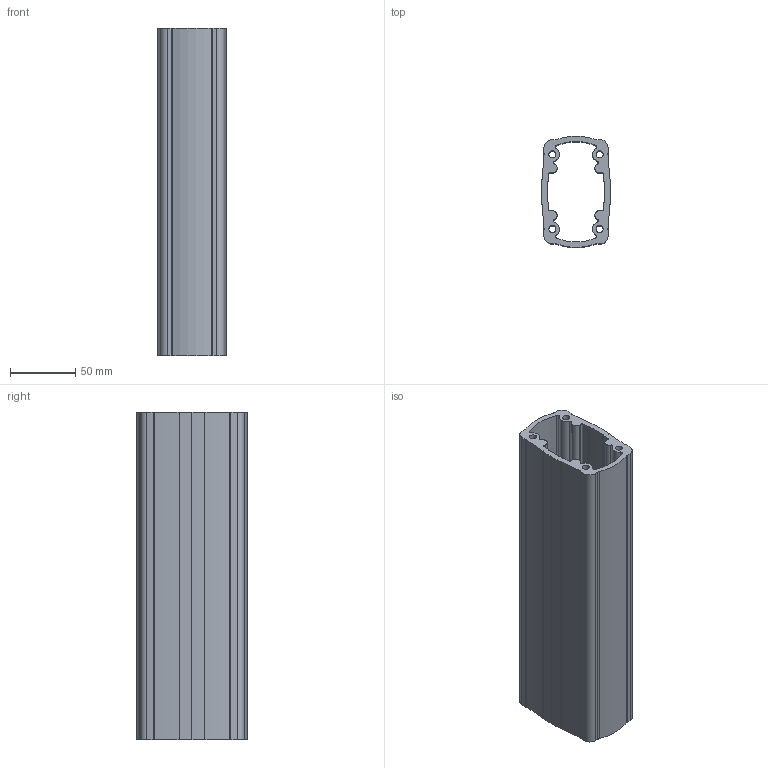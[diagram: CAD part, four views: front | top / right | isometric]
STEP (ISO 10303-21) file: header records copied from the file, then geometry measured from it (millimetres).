
FILE_DESCRIPTION (( 'STEP AP203' ), '1' );
FILE_NAME ('TK060.025.STEP', '2016-05-06T06:30:07', ( '' ), ( '' ), 'SwSTEP 2.0', 'SolidWorks 2013', '' );
FILE_SCHEMA (( 'CONFIG_CONTROL_DESIGN' ));
Length unit declared in the file: millimetre
Products named in the file (1): TK060.025
Bounding box: 53.11 x 84.79 x 250 mm (x, y, z)
Volume: 353068.5 mm3; surface area: 142509.6 mm2
Topology: 1 solids, 1 shells, 112 faces, 330 edges, 220 vertices
Faces by surface type: cylinder 94, plane 18
Entity records: 3939 total; most frequent: DIRECTION 744, CARTESIAN_POINT 663, ORIENTED_EDGE 660, EDGE_CURVE 330, AXIS2_PLACEMENT_3D 301, VERTEX_POINT 220, CIRCLE 188, VECTOR 142
